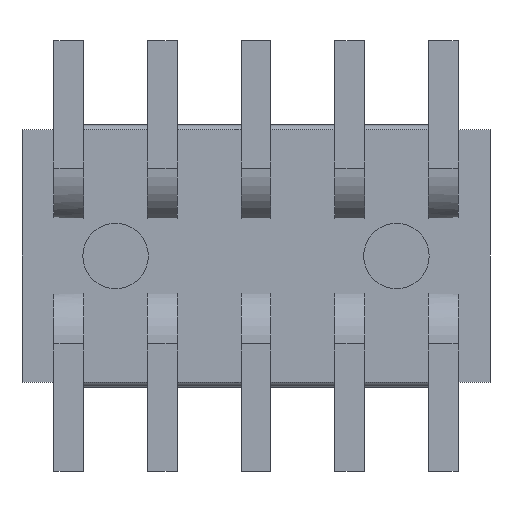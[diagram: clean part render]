
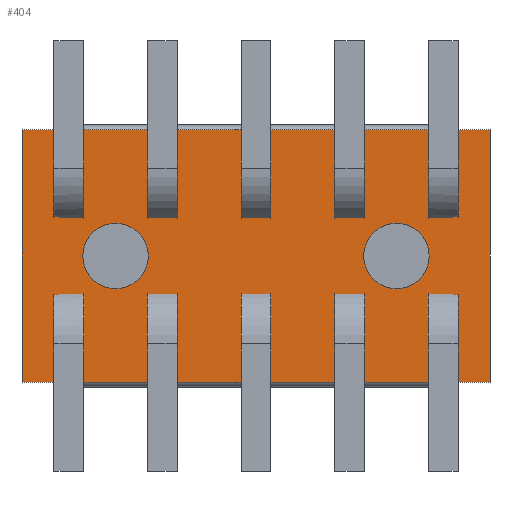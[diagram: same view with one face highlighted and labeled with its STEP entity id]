
A CAD part, front view. The second image highlights one B-rep face of the part: STEP entity #404.
In plain terms, the highlighted planar face has unit normal (0, -1, 0).
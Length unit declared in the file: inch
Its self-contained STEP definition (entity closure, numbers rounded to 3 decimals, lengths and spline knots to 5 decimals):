
#404 = ADVANCED_FACE( '', ( #879, #880, #881 ), #882, .F. );
#879 = FACE_BOUND( '', #1455, .T. );
#880 = FACE_BOUND( '', #1456, .T. );
#881 = FACE_OUTER_BOUND( '', #1457, .T. );
#882 = PLANE( '', #1458 );
#1455 = EDGE_LOOP( '', ( #2401 ) );
#1456 = EDGE_LOOP( '', ( #2402 ) );
#1457 = EDGE_LOOP( '', ( #2403, #2404, #2405, #2406 ) );
#1458 = AXIS2_PLACEMENT_3D( '', #2407, #2408, #2409 );
#2401 = ORIENTED_EDGE( '', *, *, #3897, .F. );
#2402 = ORIENTED_EDGE( '', *, *, #3898, .F. );
#2403 = ORIENTED_EDGE( '', *, *, #3899, .F. );
#2404 = ORIENTED_EDGE( '', *, *, #3900, .F. );
#2405 = ORIENTED_EDGE( '', *, *, #3901, .F. );
#2406 = ORIENTED_EDGE( '', *, *, #3701, .F. );
#2407 = CARTESIAN_POINT( '', ( 0., 0., 0. ) );
#2408 = DIRECTION( '', ( 0., 1., 0. ) );
#2409 = DIRECTION( '', ( 0., 0., 1. ) );
#3701 = EDGE_CURVE( '', #4482, #4483, #4484, .T. );
#3897 = EDGE_CURVE( '', #4798, #4798, #4799, .F. );
#3898 = EDGE_CURVE( '', #4800, #4800, #4801, .F. );
#3899 = EDGE_CURVE( '', #4802, #4482, #4803, .T. );
#3900 = EDGE_CURVE( '', #4804, #4802, #4805, .T. );
#3901 = EDGE_CURVE( '', #4483, #4804, #4806, .T. );
#4482 = VERTEX_POINT( '', #5565 );
#4483 = VERTEX_POINT( '', #5566 );
#4484 = LINE( '', #5567, #5568 );
#4798 = VERTEX_POINT( '', #6015 );
#4799 = CIRCLE( '', #6016, 0.0175 );
#4800 = VERTEX_POINT( '', #6017 );
#4801 = CIRCLE( '', #6018, 0.0175 );
#4802 = VERTEX_POINT( '', #6019 );
#4803 = LINE( '', #6020, #6021 );
#4804 = VERTEX_POINT( '', #6022 );
#4805 = LINE( '', #6023, #6024 );
#4806 = LINE( '', #6025, #6026 );
#5565 = CARTESIAN_POINT( '', ( -0.125, 0., 0.0675 ) );
#5566 = CARTESIAN_POINT( '', ( 0.125, 0., 0.0675 ) );
#5567 = CARTESIAN_POINT( '', ( -0.125, 0., 0.0675 ) );
#5568 = VECTOR( '', #6771, 39.37008 );
#6015 = CARTESIAN_POINT( '', ( -0.075, 0., 0.0175 ) );
#6016 = AXIS2_PLACEMENT_3D( '', #6983, #6984, #6985 );
#6017 = CARTESIAN_POINT( '', ( 0.075, 0., 0.0175 ) );
#6018 = AXIS2_PLACEMENT_3D( '', #6986, #6987, #6988 );
#6019 = CARTESIAN_POINT( '', ( -0.125, 0., -0.0675 ) );
#6020 = CARTESIAN_POINT( '', ( -0.125, 0., -0.0675 ) );
#6021 = VECTOR( '', #6989, 39.37008 );
#6022 = CARTESIAN_POINT( '', ( 0.125, 0., -0.0675 ) );
#6023 = CARTESIAN_POINT( '', ( 0.125, 0., -0.0675 ) );
#6024 = VECTOR( '', #6990, 39.37008 );
#6025 = CARTESIAN_POINT( '', ( 0.125, 0., 0.0675 ) );
#6026 = VECTOR( '', #6991, 39.37008 );
#6771 = DIRECTION( '', ( 1., 0., 0. ) );
#6983 = CARTESIAN_POINT( '', ( -0.075, 0., 0. ) );
#6984 = DIRECTION( '', ( 0., 1., 0. ) );
#6985 = DIRECTION( '', ( 0., 0., 1. ) );
#6986 = CARTESIAN_POINT( '', ( 0.075, 0., 0. ) );
#6987 = DIRECTION( '', ( 0., 1., 0. ) );
#6988 = DIRECTION( '', ( 0., 0., 1. ) );
#6989 = DIRECTION( '', ( 0., 0., 1. ) );
#6990 = DIRECTION( '', ( -1., 0., 0. ) );
#6991 = DIRECTION( '', ( 0., 0., -1. ) );
